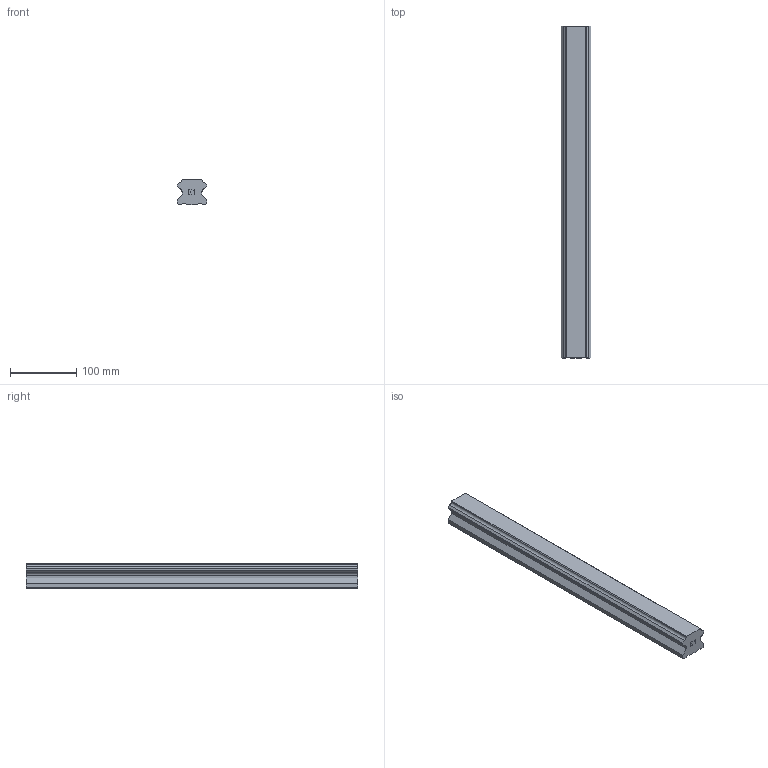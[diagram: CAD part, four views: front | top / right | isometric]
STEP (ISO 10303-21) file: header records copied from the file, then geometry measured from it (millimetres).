
FILE_DESCRIPTION(('STEP AP214'),'1');
FILE_NAME('cctmp_39F2C539-F824-4529-8A3B-428080EF1B70_2021_02_01_11_35_28_0059..stp','2021-02-01T10:35:28',('HIWIN GmbH'),('CADClick - www.CADClick.com'),'Spatial InterOp 3D',' ','unknown authorization');
FILE_SCHEMA(('AUTOMOTIVE_DESIGN'));
Length unit declared in the file: millimetre
Products named in the file (1): HGR45T500C_FILE
Bounding box: 45 x 500 x 38 mm (x, y, z)
Volume: 699692 mm3; surface area: 93130.5 mm2
Topology: 1 solids, 1 shells, 117 faces, 323 edges, 207 vertices
Faces by surface type: plane 93, cylinder 14, cone 10
Entity records: 4555 total; most frequent: CARTESIAN_POINT 638, ORIENTED_EDGE 626, DIRECTION 577, EDGE_CURVE 313, LINE 285, VECTOR 285, VERTEX_POINT 207, AXIS2_PLACEMENT_3D 146
